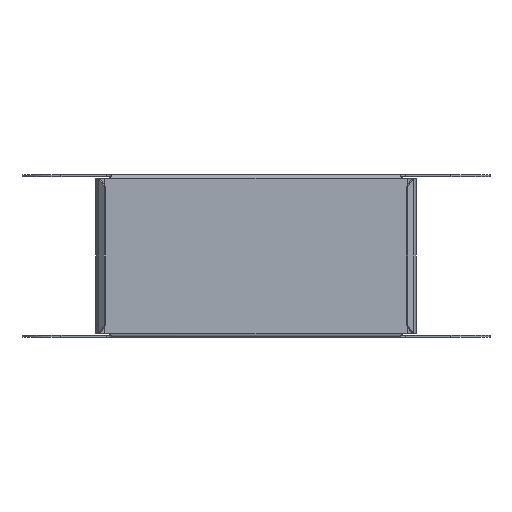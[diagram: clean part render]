
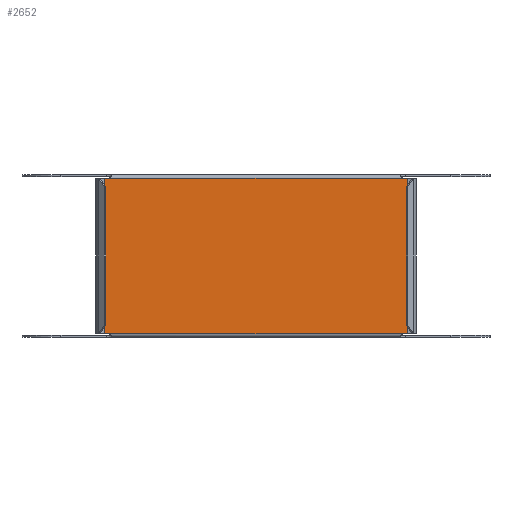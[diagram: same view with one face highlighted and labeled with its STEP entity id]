
A CAD part, front view. The second image highlights one B-rep face of the part: STEP entity #2652.
In plain terms, the highlighted planar face has unit normal (0, -1, 0).
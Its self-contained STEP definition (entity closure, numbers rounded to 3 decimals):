
#406=DIRECTION('',(-1.,0.,0.));
#407=VECTOR('',#406,1.5);
#408=CARTESIAN_POINT('',(93.25,0.,52.5));
#409=LINE('',#408,#407);
#410=CARTESIAN_POINT('',(91.75,0.,49.25));
#411=DIRECTION('',(0.,-1.,0.));
#412=DIRECTION('',(0.,0.,1.));
#413=AXIS2_PLACEMENT_3D('',#410,#411,#412);
#415=CARTESIAN_POINT('',(-91.75,0.,49.25));
#416=DIRECTION('',(0.,-1.,0.));
#417=DIRECTION('',(0.385,0.,0.923));
#418=AXIS2_PLACEMENT_3D('',#415,#416,#417);
#420=DIRECTION('',(-1.,0.,0.));
#421=VECTOR('',#420,1.5);
#422=CARTESIAN_POINT('',(-91.75,0.,52.5));
#423=LINE('',#422,#421);
#424=DIRECTION('',(-1.,0.,0.));
#425=VECTOR('',#424,1.5);
#426=CARTESIAN_POINT('',(-91.75,0.,147.5));
#427=LINE('',#426,#425);
#428=CARTESIAN_POINT('',(-91.75,0.,150.75));
#429=DIRECTION('',(0.,1.,0.));
#430=DIRECTION('',(0.385,0.,-0.923));
#431=AXIS2_PLACEMENT_3D('',#428,#429,#430);
#433=CARTESIAN_POINT('',(91.75,0.,150.75));
#434=DIRECTION('',(0.,1.,0.));
#435=DIRECTION('',(0.,0.,-1.));
#436=AXIS2_PLACEMENT_3D('',#433,#434,#435);
#438=DIRECTION('',(-1.,0.,0.));
#439=VECTOR('',#438,1.5);
#440=CARTESIAN_POINT('',(93.25,0.,147.5));
#441=LINE('',#440,#439);
#447=DIRECTION('',(0.,0.,1.));
#448=VECTOR('',#447,95.);
#449=CARTESIAN_POINT('',(93.25,0.,52.5));
#450=LINE('',#449,#448);
#568=DIRECTION('',(0.,0.,-1.));
#569=VECTOR('',#568,95.);
#570=CARTESIAN_POINT('',(-93.25,0.,147.5));
#571=LINE('',#570,#569);
#640=CARTESIAN_POINT('',(-90.5,0.,52.25));
#642=DIRECTION('',(1.,0.,0.));
#643=VECTOR('',#642,181.);
#644=CARTESIAN_POINT('',(-90.5,0.,52.25));
#645=LINE('',#644,#643);
#646=CARTESIAN_POINT('',(90.5,0.,52.25));
#1375=CARTESIAN_POINT('',(90.5,0.,147.75));
#1388=DIRECTION('',(1.,0.,0.));
#1389=VECTOR('',#1388,181.);
#1390=CARTESIAN_POINT('',(-90.5,0.,147.75));
#1391=LINE('',#1390,#1389);
#1406=CARTESIAN_POINT('',(-90.5,0.,147.75));
#1705=VERTEX_POINT('',#1406);
#1709=VERTEX_POINT('',#1375);
#1890=CARTESIAN_POINT('',(93.25,0.,147.5));
#1891=CARTESIAN_POINT('',(91.75,0.,147.5));
#1892=VERTEX_POINT('',#1890);
#1893=VERTEX_POINT('',#1891);
#1894=CARTESIAN_POINT('',(-91.75,0.,147.5));
#1895=VERTEX_POINT('',#1894);
#1896=CARTESIAN_POINT('',(-93.25,0.,147.5));
#1897=VERTEX_POINT('',#1896);
#1919=VERTEX_POINT('',#640);
#1923=VERTEX_POINT('',#646);
#2096=CARTESIAN_POINT('',(93.25,0.,52.5));
#2097=CARTESIAN_POINT('',(91.75,0.,52.5));
#2098=VERTEX_POINT('',#2096);
#2099=VERTEX_POINT('',#2097);
#2100=CARTESIAN_POINT('',(-91.75,0.,52.5));
#2101=VERTEX_POINT('',#2100);
#2102=CARTESIAN_POINT('',(-93.25,0.,52.5));
#2103=VERTEX_POINT('',#2102);
#2622=CARTESIAN_POINT('',(-144.,0.,150.));
#2623=DIRECTION('',(0.,-1.,0.));
#2624=DIRECTION('',(0.,0.,-1.));
#2625=AXIS2_PLACEMENT_3D('',#2622,#2623,#2624);
#2626=PLANE('',#2625);
#2628=ORIENTED_EDGE('',*,*,#2627,.F.);
#2630=ORIENTED_EDGE('',*,*,#2629,.T.);
#2632=ORIENTED_EDGE('',*,*,#2631,.T.);
#2634=ORIENTED_EDGE('',*,*,#2633,.F.);
#2636=ORIENTED_EDGE('',*,*,#2635,.T.);
#2638=ORIENTED_EDGE('',*,*,#2637,.T.);
#2640=ORIENTED_EDGE('',*,*,#2639,.F.);
#2642=ORIENTED_EDGE('',*,*,#2641,.F.);
#2643=ORIENTED_EDGE('',*,*,#2613,.F.);
#2645=ORIENTED_EDGE('',*,*,#2644,.T.);
#2647=ORIENTED_EDGE('',*,*,#2646,.F.);
#2649=ORIENTED_EDGE('',*,*,#2648,.F.);
#2650=EDGE_LOOP('',(#2628,#2630,#2632,#2634,#2636,#2638,#2640,#2642,#2643,#2645,
#2647,#2649));
#2651=FACE_OUTER_BOUND('',#2650,.F.);
#2652=ADVANCED_FACE('',(#2651),#2626,.T.);
#414=CIRCLE('',#413,3.25);
#419=CIRCLE('',#418,3.25);
#432=CIRCLE('',#431,3.25);
#437=CIRCLE('',#436,3.25);
#2613=EDGE_CURVE('',#1705,#1895,#432,.T.);
#2627=EDGE_CURVE('',#2098,#1892,#450,.T.);
#2629=EDGE_CURVE('',#2098,#2099,#409,.T.);
#2631=EDGE_CURVE('',#2099,#1923,#414,.T.);
#2633=EDGE_CURVE('',#1919,#1923,#645,.T.);
#2635=EDGE_CURVE('',#1919,#2101,#419,.T.);
#2637=EDGE_CURVE('',#2101,#2103,#423,.T.);
#2639=EDGE_CURVE('',#1897,#2103,#571,.T.);
#2641=EDGE_CURVE('',#1895,#1897,#427,.T.);
#2644=EDGE_CURVE('',#1705,#1709,#1391,.T.);
#2646=EDGE_CURVE('',#1893,#1709,#437,.T.);
#2648=EDGE_CURVE('',#1892,#1893,#441,.T.);
